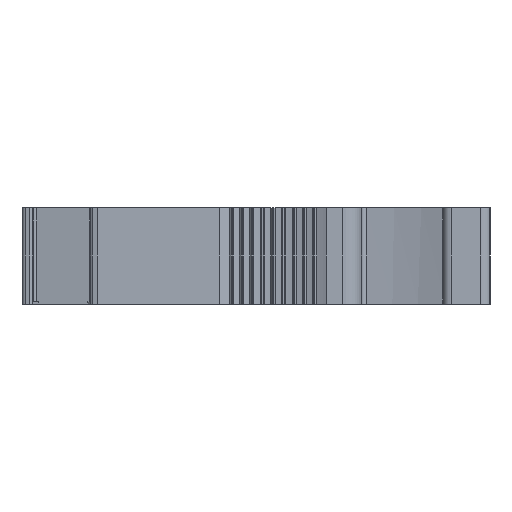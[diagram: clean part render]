
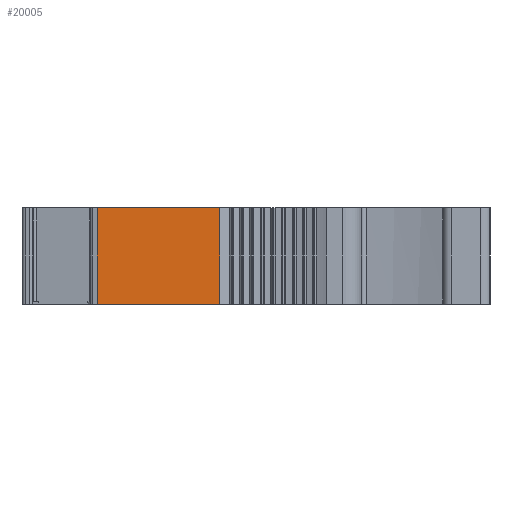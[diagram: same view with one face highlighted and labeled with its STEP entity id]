
A CAD part, left-side view. The second image highlights one B-rep face of the part: STEP entity #20005.
In plain terms, the highlighted planar face has unit normal (-1, 0, 0).
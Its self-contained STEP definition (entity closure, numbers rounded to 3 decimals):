
#423=DIRECTION('',(0.,-1.,0.));
#424=VECTOR('',#423,12.968);
#425=CARTESIAN_POINT('',(-28.7,34.635,-5.1));
#426=LINE('',#425,#424);
#1736=DIRECTION('',(0.,-1.,0.));
#1737=VECTOR('',#1736,12.968);
#1738=CARTESIAN_POINT('',(-28.7,34.635,5.1));
#1739=LINE('',#1738,#1737);
#5936=DIRECTION('',(0.,0.,1.));
#5937=VECTOR('',#5936,10.2);
#5938=CARTESIAN_POINT('',(-28.7,34.635,-5.1));
#5939=LINE('',#5938,#5937);
#5940=DIRECTION('',(0.,0.,1.));
#5941=VECTOR('',#5940,10.2);
#5942=CARTESIAN_POINT('',(-28.7,21.667,-5.1));
#5943=LINE('',#5942,#5941);
#10307=CARTESIAN_POINT('',(-28.7,34.635,-5.1));
#10308=VERTEX_POINT('',#10307);
#10309=CARTESIAN_POINT('',(-28.7,21.667,-5.1));
#10310=VERTEX_POINT('',#10309);
#10609=CARTESIAN_POINT('',(-28.7,34.635,5.1));
#10610=VERTEX_POINT('',#10609);
#10611=CARTESIAN_POINT('',(-28.7,21.667,5.1));
#10612=VERTEX_POINT('',#10611);
#19993=CARTESIAN_POINT('',(-28.7,34.635,-5.1));
#19994=DIRECTION('',(-1.,0.,0.));
#19995=DIRECTION('',(0.,-1.,0.));
#19996=AXIS2_PLACEMENT_3D('',#19993,#19994,#19995);
#19997=PLANE('',#19996);
#19998=ORIENTED_EDGE('',*,*,#13388,.F.);
#19999=ORIENTED_EDGE('',*,*,#19988,.T.);
#20000=ORIENTED_EDGE('',*,*,#14096,.T.);
#20002=ORIENTED_EDGE('',*,*,#20001,.F.);
#20003=EDGE_LOOP('',(#19998,#19999,#20000,#20002));
#20004=FACE_OUTER_BOUND('',#20003,.F.);
#20005=ADVANCED_FACE('',(#20004),#19997,.T.);
#13388=EDGE_CURVE('',#10308,#10310,#426,.T.);
#14096=EDGE_CURVE('',#10610,#10612,#1739,.T.);
#19988=EDGE_CURVE('',#10308,#10610,#5939,.T.);
#20001=EDGE_CURVE('',#10310,#10612,#5943,.T.);
